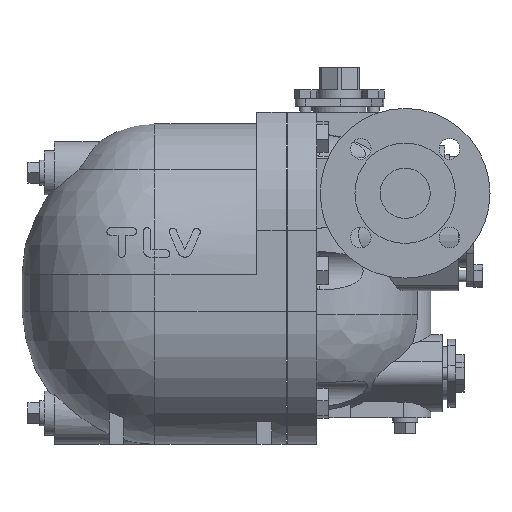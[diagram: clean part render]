
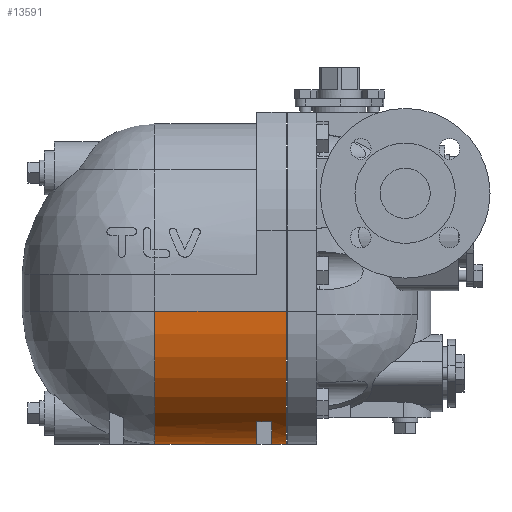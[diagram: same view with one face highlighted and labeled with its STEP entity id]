
A CAD part, front view. The second image highlights one B-rep face of the part: STEP entity #13591.
In plain terms, the highlighted cylindrical face has radius 90 mm (diameter 180 mm), a partial arc.
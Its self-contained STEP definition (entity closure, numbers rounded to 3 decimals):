
#713=CARTESIAN_POINT('',(-89.,0.0,-90.0));
#714=VERTEX_POINT('',#713);
#715=CARTESIAN_POINT('',(-89.0,90.0,0.));
#716=VERTEX_POINT('',#715);
#717=CARTESIAN_POINT('',(-89.0,0.0,0.0));
#718=DIRECTION('',(1.0,0.0,0.0));
#719=DIRECTION('',(0.0,1.0,0.0));
#720=AXIS2_PLACEMENT_3D('',#717,#718,#719);
#721=CIRCLE('',#720,90.0);
#722=EDGE_CURVE('',#714,#716,#721,.T.);
#911=CARTESIAN_POINT('',(-89.0,-90.0,0.));
#912=VERTEX_POINT('',#911);
#913=CARTESIAN_POINT('',(-89.0,0.0,0.0));
#914=DIRECTION('',(1.0,0.0,0.0));
#915=DIRECTION('',(0.0,1.0,0.0));
#916=AXIS2_PLACEMENT_3D('',#913,#914,#915);
#917=CIRCLE('',#916,90.0);
#918=EDGE_CURVE('',#912,#714,#917,.T.);
#12749=CARTESIAN_POINT('',(-20.0,0.0,-90.0));
#12750=VERTEX_POINT('',#12749);
#12767=CARTESIAN_POINT('',(-10.0,0.0,-90.0));
#12768=VERTEX_POINT('',#12767);
#12805=CARTESIAN_POINT('',(-10.0,-50.0,-74.833));
#12806=VERTEX_POINT('',#12805);
#12807=CARTESIAN_POINT('',(-10.0,0.0,0.0));
#12808=DIRECTION('',(1.0,0.0,0.0));
#12809=DIRECTION('',(0.0,-1.0,0.0));
#12810=AXIS2_PLACEMENT_3D('',#12807,#12808,#12809);
#12811=CIRCLE('',#12810,90.0);
#12812=EDGE_CURVE('',#12806,#12768,#12811,.T.);
#12829=CARTESIAN_POINT('',(-10.0,50.,-74.833));
#12830=VERTEX_POINT('',#12829);
#12831=CARTESIAN_POINT('',(-10.0,0.0,0.0));
#12832=DIRECTION('',(1.0,0.0,0.0));
#12833=DIRECTION('',(0.0,-1.0,0.0));
#12834=AXIS2_PLACEMENT_3D('',#12831,#12832,#12833);
#12835=CIRCLE('',#12834,90.0);
#12836=EDGE_CURVE('',#12768,#12830,#12835,.T.);
#12853=CARTESIAN_POINT('',(-20.0,-50.0,-74.833));
#12854=VERTEX_POINT('',#12853);
#12855=CARTESIAN_POINT('',(-20.0,0.0,0.0));
#12856=DIRECTION('',(-1.0,0.0,0.0));
#12857=DIRECTION('',(0.0,-1.0,0.0));
#12858=AXIS2_PLACEMENT_3D('',#12855,#12856,#12857);
#12859=CIRCLE('',#12858,90.0);
#12860=EDGE_CURVE('',#12750,#12854,#12859,.T.);
#12877=CARTESIAN_POINT('',(-20.0,-50.0,-74.833));
#12878=DIRECTION('',(1.0,0.0,0.0));
#12879=VECTOR('',#12878,10.0);
#12880=LINE('',#12877,#12879);
#12881=EDGE_CURVE('',#12854,#12806,#12880,.T.);
#12894=CARTESIAN_POINT('',(-20.0,50.,-74.833));
#12895=VERTEX_POINT('',#12894);
#12896=CARTESIAN_POINT('',(-10.0,50.,-74.833));
#12897=DIRECTION('',(-1.0,0.0,0.0));
#12898=VECTOR('',#12897,10.0);
#12899=LINE('',#12896,#12898);
#12900=EDGE_CURVE('',#12830,#12895,#12899,.T.);
#12918=CARTESIAN_POINT('',(-20.0,0.0,0.0));
#12919=DIRECTION('',(-1.0,0.0,0.0));
#12920=DIRECTION('',(0.0,-1.0,0.0));
#12921=AXIS2_PLACEMENT_3D('',#12918,#12919,#12920);
#12922=CIRCLE('',#12921,90.0);
#12923=EDGE_CURVE('',#12895,#12750,#12922,.T.);
#13245=CARTESIAN_POINT('',(0.0,-90.,0.0));
#13246=VERTEX_POINT('',#13245);
#13247=CARTESIAN_POINT('',(0.0,90.0,0.0));
#13248=VERTEX_POINT('',#13247);
#13249=CARTESIAN_POINT('',(0.0,0.0,0.0));
#13250=DIRECTION('',(1.0,0.0,0.0));
#13251=DIRECTION('',(0.0,-1.0,0.0));
#13252=AXIS2_PLACEMENT_3D('',#13249,#13250,#13251);
#13253=CIRCLE('',#13252,90.0);
#13254=EDGE_CURVE('',#13246,#13248,#13253,.T.);
#13490=CARTESIAN_POINT('',(0.0,90.0,0.0));
#13491=DIRECTION('',(-1.0,0.0,0.0));
#13492=VECTOR('',#13491,89.0);
#13493=LINE('',#13490,#13492);
#13494=EDGE_CURVE('',#13248,#716,#13493,.T.);
#13560=CARTESIAN_POINT('',(0.0,-90.,0.0));
#13561=DIRECTION('',(-1.0,0.0,0.0));
#13562=VECTOR('',#13561,89.0);
#13563=LINE('',#13560,#13562);
#13564=EDGE_CURVE('',#13246,#912,#13563,.T.);
#13571=CARTESIAN_POINT('',(0.0,0.0,0.0));
#13572=DIRECTION('',(-1.0,0.0,0.0));
#13573=DIRECTION('',(0.0,-1.0,0.0));
#13574=AXIS2_PLACEMENT_3D('',#13571,#13572,#13573);
#13575=CYLINDRICAL_SURFACE('',#13574,90.0);
#13576=ORIENTED_EDGE('',*,*,#13254,.F.);
#13577=ORIENTED_EDGE('',*,*,#13564,.T.);
#13578=ORIENTED_EDGE('',*,*,#918,.T.);
#13579=ORIENTED_EDGE('',*,*,#722,.T.);
#13580=ORIENTED_EDGE('',*,*,#13494,.F.);
#13581=EDGE_LOOP('',(#13576,#13577,#13578,#13579,#13580));
#13582=FACE_OUTER_BOUND('',#13581,.T.);
#13583=ORIENTED_EDGE('',*,*,#12881,.T.);
#13584=ORIENTED_EDGE('',*,*,#12812,.T.);
#13585=ORIENTED_EDGE('',*,*,#12836,.T.);
#13586=ORIENTED_EDGE('',*,*,#12900,.T.);
#13587=ORIENTED_EDGE('',*,*,#12923,.T.);
#13588=ORIENTED_EDGE('',*,*,#12860,.T.);
#13589=EDGE_LOOP('',(#13583,#13584,#13585,#13586,#13587,#13588));
#13590=FACE_BOUND('',#13589,.T.);
#13591=ADVANCED_FACE('',(#13582,#13590),#13575,.T.);
